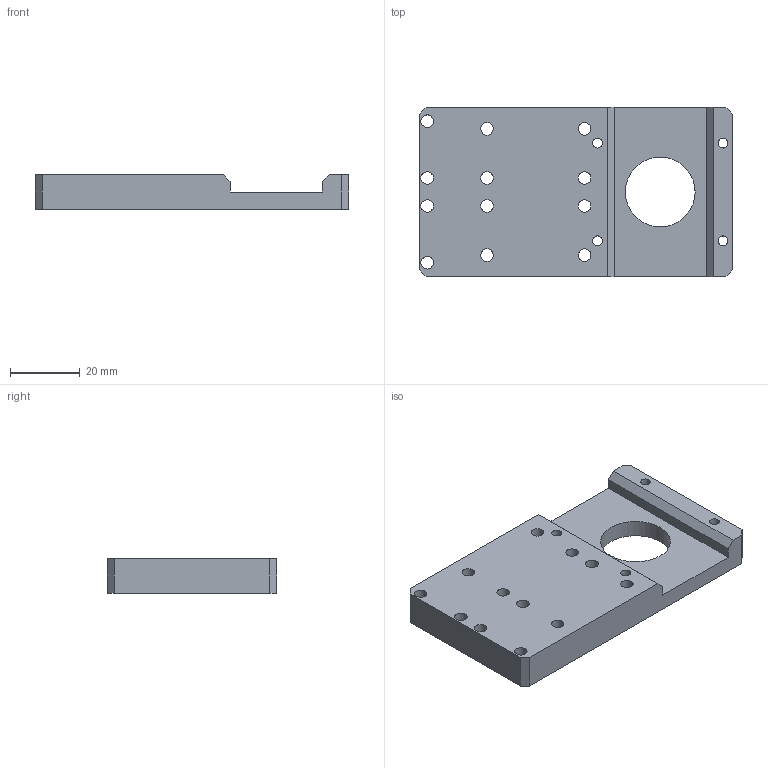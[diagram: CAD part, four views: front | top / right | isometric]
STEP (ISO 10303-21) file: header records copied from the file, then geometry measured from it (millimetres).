
FILE_DESCRIPTION(/* description */ (''),/* implementation_level */ '2;1');
FILE_NAME(/* name */ '60_Planktoscope_Sampleholder.stp',/* time_stamp */ '2024-06-28T18:09:13+02:00',/* author */ ('diederichbenedict'),/* organization */ (''),/* preprocessor_version */ 'ST-DEVELOPER v20',/* originating_system */ 'Autodesk Inventor 2024',/* authorisation */ '');
FILE_SCHEMA (('AUTOMOTIVE_DESIGN { 1 0 10303 214 3 1 1 }'));
Length unit declared in the file: millimetre
Products named in the file (1): 60_Planktoscope_Sampleholder
Bounding box: 90 x 48.6 x 10 mm (x, y, z)
Volume: 33987.6 mm3; surface area: 12657.6 mm2
Topology: 1 solids, 1 shells, 33 faces, 93 edges, 63 vertices
Faces by surface type: cylinder 17, plane 16
Full cylindrical faces by diameter (mm): 2.8 x4, 3.6 x12, 20 x1
Entity records: 1203 total; most frequent: DIRECTION 195, CARTESIAN_POINT 190, ORIENTED_EDGE 186, EDGE_CURVE 93, AXIS2_PLACEMENT_3D 68, EDGE_LOOP 67, VERTEX_POINT 62, LINE 59
